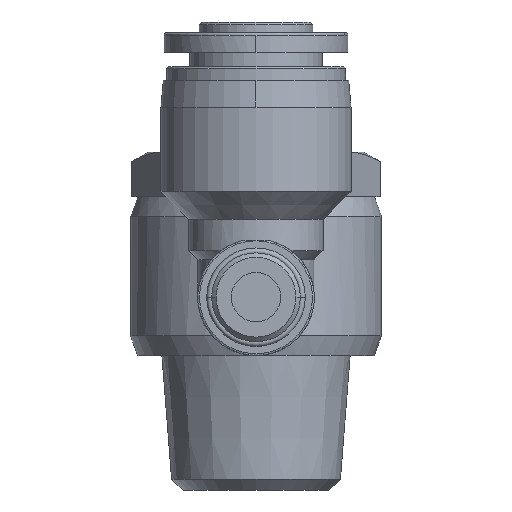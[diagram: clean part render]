
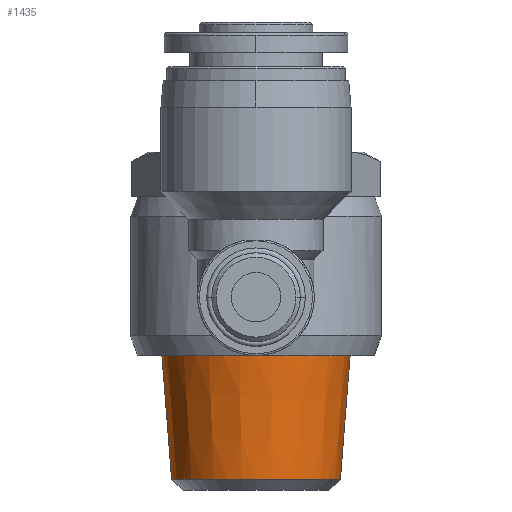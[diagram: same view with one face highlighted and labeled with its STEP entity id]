
A CAD part, left-side view. The second image highlights one B-rep face of the part: STEP entity #1435.
In plain terms, the highlighted conical face has half-angle 4.515 degrees and reference radius 9.908 mm.
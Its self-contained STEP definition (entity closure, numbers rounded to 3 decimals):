
#1394=CARTESIAN_POINT('',(59.754,17.834,24.9));
#1395=DIRECTION('',(-1.0,0.,0.));
#1396=DIRECTION('',(0.0,1.0,0.0));
#1397=AXIS2_PLACEMENT_3D('',#1394,#1395,#1396);
#1398=CONICAL_SURFACE('',#1397,9.908,4.515);
#1399=CARTESIAN_POINT('',(66.058,27.244,24.9));
#1400=VERTEX_POINT('',#1399);
#1401=CARTESIAN_POINT('',(52.254,28.334,24.9));
#1402=VERTEX_POINT('',#1401);
#1403=CARTESIAN_POINT('',(66.058,27.244,24.9));
#1404=DIRECTION('',(-0.997,0.079,0.));
#1405=VECTOR('',#1404,13.847);
#1406=LINE('',#1403,#1405);
#1407=EDGE_CURVE('',#1400,#1402,#1406,.T.);
#1408=ORIENTED_EDGE('',*,*,#1407,.F.);
#1409=CARTESIAN_POINT('',(66.058,8.424,24.9));
#1410=VERTEX_POINT('',#1409);
#1411=CARTESIAN_POINT('',(66.058,17.834,24.9));
#1412=DIRECTION('',(1.0,0.0,0.0));
#1413=DIRECTION('',(0.0,-1.0,0.0));
#1414=AXIS2_PLACEMENT_3D('',#1411,#1412,#1413);
#1415=CIRCLE('',#1414,9.41);
#1416=EDGE_CURVE('',#1410,#1400,#1415,.T.);
#1417=ORIENTED_EDGE('',*,*,#1416,.F.);
#1418=CARTESIAN_POINT('',(52.254,7.334,24.9));
#1419=VERTEX_POINT('',#1418);
#1420=CARTESIAN_POINT('',(66.058,8.424,24.9));
#1421=DIRECTION('',(-0.997,-0.079,0.));
#1422=VECTOR('',#1421,13.847);
#1423=LINE('',#1420,#1422);
#1424=EDGE_CURVE('',#1410,#1419,#1423,.T.);
#1425=ORIENTED_EDGE('',*,*,#1424,.T.);
#1426=CARTESIAN_POINT('',(52.254,17.834,24.9));
#1427=DIRECTION('',(-1.0,0.0,0.0));
#1428=DIRECTION('',(0.0,1.0,0.0));
#1429=AXIS2_PLACEMENT_3D('',#1426,#1427,#1428);
#1430=CIRCLE('',#1429,10.5);
#1431=EDGE_CURVE('',#1402,#1419,#1430,.T.);
#1432=ORIENTED_EDGE('',*,*,#1431,.F.);
#1433=EDGE_LOOP('',(#1408,#1417,#1425,#1432));
#1434=FACE_OUTER_BOUND('',#1433,.T.);
#1435=ADVANCED_FACE('',(#1434),#1398,.T.);
